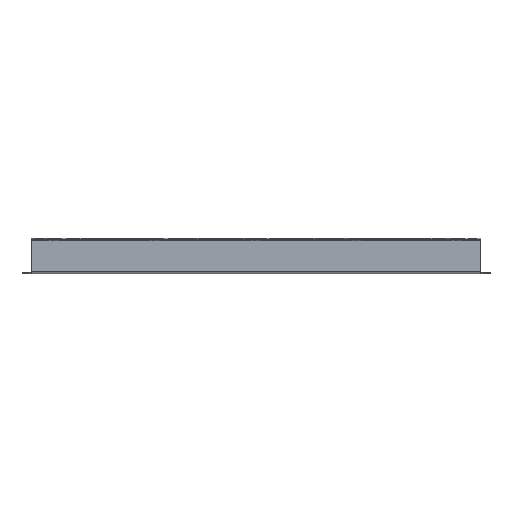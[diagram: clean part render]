
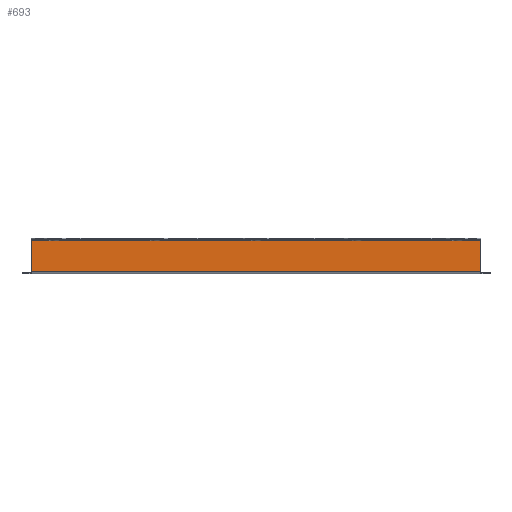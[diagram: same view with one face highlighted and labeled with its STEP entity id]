
A CAD part, left-side view. The second image highlights one B-rep face of the part: STEP entity #693.
In plain terms, the highlighted planar face has unit normal (-1, 0, 0).
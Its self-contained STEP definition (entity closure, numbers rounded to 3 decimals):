
#673=AXIS2_PLACEMENT_3D('Plane Axis2P3D',#670,#671,#672) ;
#524=CARTESIAN_POINT('Vertex',(295.2,-292.25,2.25)) ;
#552=CARTESIAN_POINT('Line Origine',(295.2,0.,2.25)) ;
#556=CARTESIAN_POINT('Vertex',(295.2,292.25,2.25)) ;
#651=CARTESIAN_POINT('Line Origine',(295.2,292.25,22.875)) ;
#655=CARTESIAN_POINT('Vertex',(295.2,292.25,43.5)) ;
#670=CARTESIAN_POINT('Axis2P3D Location',(295.2,0.,1.25)) ;
#675=CARTESIAN_POINT('Line Origine',(295.2,-292.25,22.875)) ;
#679=CARTESIAN_POINT('Vertex',(295.2,-292.25,43.5)) ;
#682=CARTESIAN_POINT('Line Origine',(295.2,0.,43.5)) ;
#553=DIRECTION('Vector Direction',(0.,1.,0.)) ;
#652=DIRECTION('Vector Direction',(0.,0.,-1.)) ;
#671=DIRECTION('Axis2P3D Direction',(-1.,0.,0.)) ;
#672=DIRECTION('Axis2P3D XDirection',(0.,-1.,0.)) ;
#676=DIRECTION('Vector Direction',(0.,0.,-1.)) ;
#683=DIRECTION('Vector Direction',(0.,-1.,0.)) ;
#554=VECTOR('Line Direction',#553,1.) ;
#653=VECTOR('Line Direction',#652,1.) ;
#677=VECTOR('Line Direction',#676,1.) ;
#684=VECTOR('Line Direction',#683,1.) ;
#688=ORIENTED_EDGE('',*,*,#558,.T.) ;
#689=ORIENTED_EDGE('',*,*,#681,.F.) ;
#690=ORIENTED_EDGE('',*,*,#686,.F.) ;
#691=ORIENTED_EDGE('',*,*,#657,.T.) ;
#693=ADVANCED_FACE('Hauptk\X2\00F6\X0\rper',(#692),#674,.T.) ;
#558=EDGE_CURVE('',#557,#525,#555,.F.) ;
#657=EDGE_CURVE('',#656,#557,#654,.T.) ;
#681=EDGE_CURVE('',#680,#525,#678,.T.) ;
#686=EDGE_CURVE('',#656,#680,#685,.T.) ;
#687=EDGE_LOOP('',(#688,#689,#690,#691)) ;
#692=FACE_OUTER_BOUND('',#687,.T.) ;
#555=LINE('Line',#552,#554) ;
#654=LINE('Line',#651,#653) ;
#678=LINE('Line',#675,#677) ;
#685=LINE('Line',#682,#684) ;
#674=PLANE('',#673) ;
#525=VERTEX_POINT('',#524) ;
#557=VERTEX_POINT('',#556) ;
#656=VERTEX_POINT('',#655) ;
#680=VERTEX_POINT('',#679) ;
